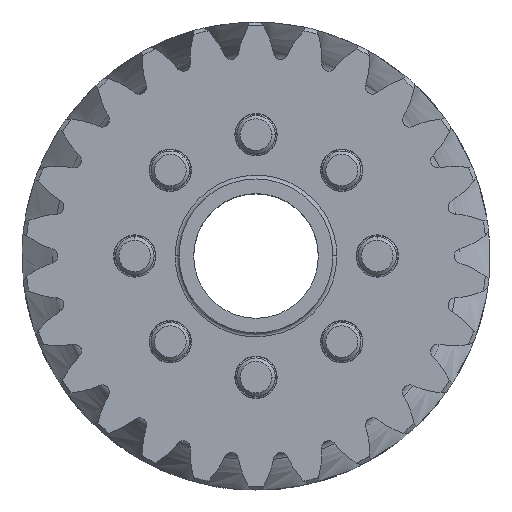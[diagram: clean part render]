
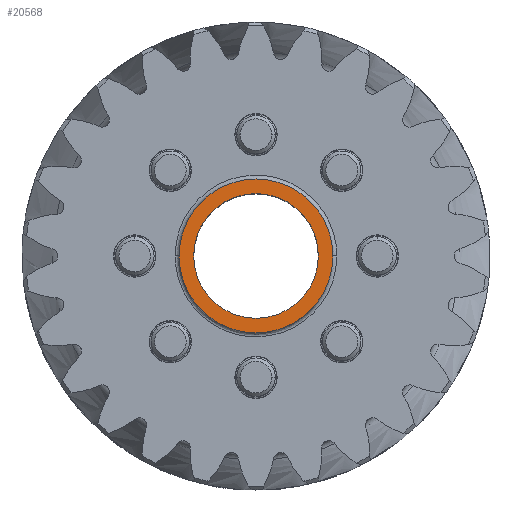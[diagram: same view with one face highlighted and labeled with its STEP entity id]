
A CAD part, top view. The second image highlights one B-rep face of the part: STEP entity #20568.
In plain terms, the highlighted planar face has unit normal (0, 0, 1).
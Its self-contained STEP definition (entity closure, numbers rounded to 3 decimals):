
#221 = CARTESIAN_POINT ( 'NONE',  ( 0., 8.1, 3. ) ) ;
#695 = CARTESIAN_POINT ( 'NONE',  ( -10., 0., 3. ) ) ;
#1880 = DIRECTION ( 'NONE',  ( -1., 0., 0. ) ) ;
#2980 = CARTESIAN_POINT ( 'NONE',  ( -8.1, 0., 3. ) ) ;
#3528 = VERTEX_POINT ( 'NONE', #11827 ) ;
#5680 = DIRECTION ( 'NONE',  ( -1., 0., 0. ) ) ;
#6607 = ORIENTED_EDGE ( 'NONE', *, *, #29078, .T. ) ;
#8849 = CIRCLE ( 'NONE', #14527, 10. ) ;
#8859 = DIRECTION ( 'NONE',  ( 0., 0., 1. ) ) ;
#10749 = DIRECTION ( 'NONE',  ( 0., 0., -1. ) ) ;
#11142 = EDGE_CURVE ( 'NONE', #3528, #13740, #18904, .T. ) ;
#11827 = CARTESIAN_POINT ( 'NONE',  ( 8.1, 0., 3. ) ) ;
#11996 = DIRECTION ( 'NONE',  ( 0., 0., -1. ) ) ;
#12580 = ORIENTED_EDGE ( 'NONE', *, *, #18412, .F. ) ;
#12661 = CIRCLE ( 'NONE', #29573, 10. ) ;
#13065 = ORIENTED_EDGE ( 'NONE', *, *, #17400, .F. ) ;
#13740 = VERTEX_POINT ( 'NONE', #2980 ) ;
#14527 = AXIS2_PLACEMENT_3D ( 'NONE', #19784, #10749, #1880 ) ;
#15151 = DIRECTION ( 'NONE',  ( -1., 0., 0. ) ) ;
#17400 = EDGE_CURVE ( 'NONE', #37655, #27704, #8849, .T. ) ;
#18412 = EDGE_CURVE ( 'NONE', #27704, #37655, #12661, .T. ) ;
#18904 = CIRCLE ( 'NONE', #22057, 8.1 ) ;
#19764 = AXIS2_PLACEMENT_3D ( 'NONE', #20254, #11996, #15151 ) ;
#19784 = CARTESIAN_POINT ( 'NONE',  ( 0., 0., 3. ) ) ;
#20254 = CARTESIAN_POINT ( 'NONE',  ( 0., 0., 3. ) ) ;
#20568 = ADVANCED_FACE ( 'NONE', ( #35373, #35768 ), #32827, .T. ) ;
#20638 = CARTESIAN_POINT ( 'NONE',  ( 0., 0., 3. ) ) ;
#20718 = DIRECTION ( 'NONE',  ( -1., 0., 0. ) ) ;
#22057 = AXIS2_PLACEMENT_3D ( 'NONE', #20638, #32601, #5680 ) ;
#24057 = CARTESIAN_POINT ( 'NONE',  ( 0., 0., 3. ) ) ;
#24149 = CIRCLE ( 'NONE', #19764, 8.1 ) ;
#24628 = AXIS2_PLACEMENT_3D ( 'NONE', #221, #8859, #29686 ) ;
#24851 = ORIENTED_EDGE ( 'NONE', *, *, #11142, .T. ) ;
#25129 = CARTESIAN_POINT ( 'NONE',  ( 10., 0., 3. ) ) ;
#27704 = VERTEX_POINT ( 'NONE', #695 ) ;
#29078 = EDGE_CURVE ( 'NONE', #13740, #3528, #24149, .T. ) ;
#29573 = AXIS2_PLACEMENT_3D ( 'NONE', #24057, #35432, #20718 ) ;
#29686 = DIRECTION ( 'NONE',  ( 1., 0., 0. ) ) ;
#30162 = EDGE_LOOP ( 'NONE', ( #12580, #13065 ) ) ;
#32601 = DIRECTION ( 'NONE',  ( 0., 0., -1. ) ) ;
#32827 = PLANE ( 'NONE',  #24628 ) ;
#35373 = FACE_OUTER_BOUND ( 'NONE', #30162, .T. ) ;
#35432 = DIRECTION ( 'NONE',  ( 0., 0., -1. ) ) ;
#35768 = FACE_BOUND ( 'NONE', #38339, .T. ) ;
#37655 = VERTEX_POINT ( 'NONE', #25129 ) ;
#38339 = EDGE_LOOP ( 'NONE', ( #6607, #24851 ) ) ;
